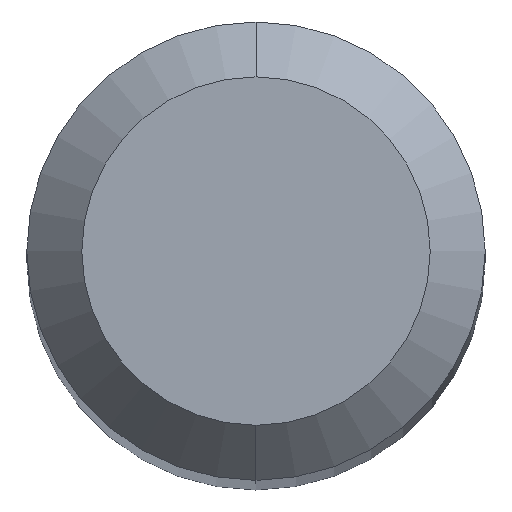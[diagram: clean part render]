
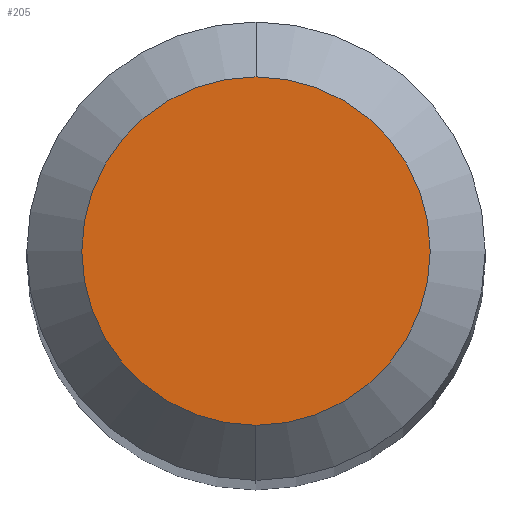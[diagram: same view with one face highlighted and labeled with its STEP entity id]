
A CAD part, top view. The second image highlights one B-rep face of the part: STEP entity #205.
In plain terms, the highlighted planar face has unit normal (0, 0, 1).
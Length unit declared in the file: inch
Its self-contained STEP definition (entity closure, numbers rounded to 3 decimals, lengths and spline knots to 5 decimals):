
#24 = VERTEX_POINT ( 'NONE', #546 ) ;
#50 = DIRECTION ( 'NONE',  ( 0., 0., 1. ) ) ;
#99 = DIRECTION ( 'NONE',  ( 0., 0., -1. ) ) ;
#102 = DIRECTION ( 'NONE',  ( 0., 1., 0. ) ) ;
#180 = PLANE ( 'NONE',  #238 ) ;
#205 = ADVANCED_FACE ( 'NONE', ( #502 ), #180, .F. ) ;
#225 = CARTESIAN_POINT ( 'NONE',  ( 0., 0.0475, 0. ) ) ;
#228 = EDGE_CURVE ( 'NONE', #24, #250, #315, .T. ) ;
#238 = AXIS2_PLACEMENT_3D ( 'NONE', #225, #99, #102 ) ;
#250 = VERTEX_POINT ( 'NONE', #383 ) ;
#260 = CARTESIAN_POINT ( 'NONE',  ( 0., 0., 0. ) ) ;
#266 = CIRCLE ( 'NONE', #526, 0.0475 ) ;
#291 = ORIENTED_EDGE ( 'NONE', *, *, #228, .T. ) ;
#311 = DIRECTION ( 'NONE',  ( 0., -1., 0. ) ) ;
#315 = CIRCLE ( 'NONE', #491, 0.0475 ) ;
#322 = CARTESIAN_POINT ( 'NONE',  ( 0., 0., 0. ) ) ;
#374 = ORIENTED_EDGE ( 'NONE', *, *, #379, .T. ) ;
#379 = EDGE_CURVE ( 'NONE', #250, #24, #266, .T. ) ;
#383 = CARTESIAN_POINT ( 'NONE',  ( 0., 0.0475, 0. ) ) ;
#448 = DIRECTION ( 'NONE',  ( 0., -1., 0. ) ) ;
#491 = AXIS2_PLACEMENT_3D ( 'NONE', #260, #50, #448 ) ;
#502 = FACE_OUTER_BOUND ( 'NONE', #550, .T. ) ;
#503 = DIRECTION ( 'NONE',  ( 0., 0., 1. ) ) ;
#526 = AXIS2_PLACEMENT_3D ( 'NONE', #322, #503, #311 ) ;
#546 = CARTESIAN_POINT ( 'NONE',  ( 0., -0.0475, 0. ) ) ;
#550 = EDGE_LOOP ( 'NONE', ( #374, #291 ) ) ;
